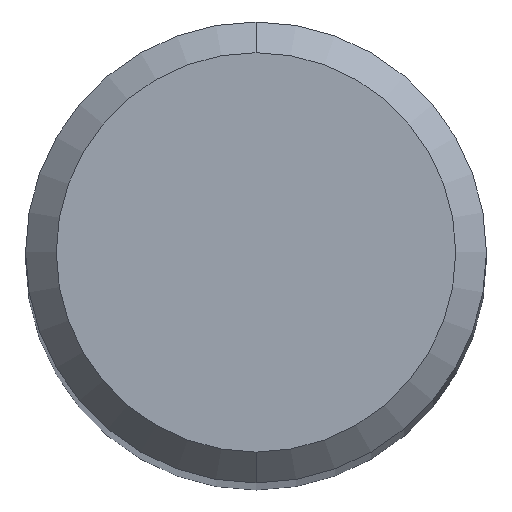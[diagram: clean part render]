
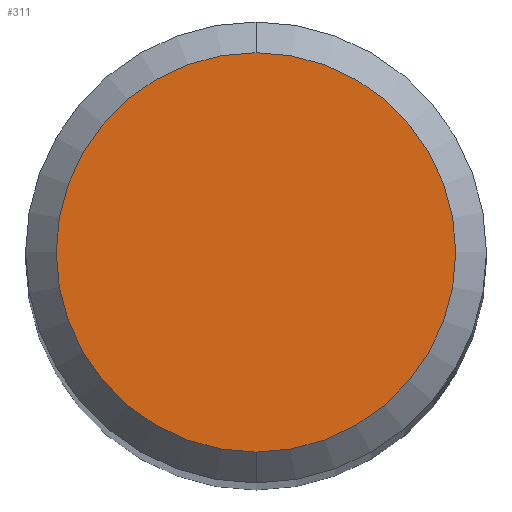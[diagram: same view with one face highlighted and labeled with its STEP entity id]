
A CAD part, top view. The second image highlights one B-rep face of the part: STEP entity #311.
In plain terms, the highlighted planar face has unit normal (0, 0, 1).
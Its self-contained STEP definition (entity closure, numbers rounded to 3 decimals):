
#291=EDGE_CURVE('',#413,#357,#609,.T.);
#311=ADVANCED_FACE('',(#631),#632,.T.);
#331=EDGE_CURVE('',#357,#413,#656,.T.);
#357=VERTEX_POINT('',#685);
#413=VERTEX_POINT('',#745);
#609=CIRCLE('',#1079,2.6);
#631=FACE_OUTER_BOUND('',#1110,.T.);
#632=PLANE('',#1111);
#656=CIRCLE('',#1141,2.6);
#685=CARTESIAN_POINT('',(0.0,2.6,0.0));
#745=CARTESIAN_POINT('',(0.,-2.6,0.0));
#1079=AXIS2_PLACEMENT_3D('',#1576,#1577,#1578);
#1110=EDGE_LOOP('',(#1600,#1601));
#1111=AXIS2_PLACEMENT_3D('',#1602,#1603,#1604);
#1141=AXIS2_PLACEMENT_3D('',#1658,#1659,#1660);
#1576=CARTESIAN_POINT('',(0.0,0.0,0.0));
#1577=DIRECTION('',(0.0,0.0,-1.0));
#1578=DIRECTION('',(0.0,1.0,0.0));
#1600=ORIENTED_EDGE('',*,*,#331,.F.);
#1601=ORIENTED_EDGE('',*,*,#291,.F.);
#1602=CARTESIAN_POINT('',(0.0,1.3,0.0));
#1603=DIRECTION('',(-0.0,0.0,1.0));
#1604=DIRECTION('',(0.0,-1.0,0.0));
#1658=CARTESIAN_POINT('',(0.0,0.0,0.0));
#1659=DIRECTION('',(0.0,0.0,-1.0));
#1660=DIRECTION('',(0.0,1.0,0.0));
